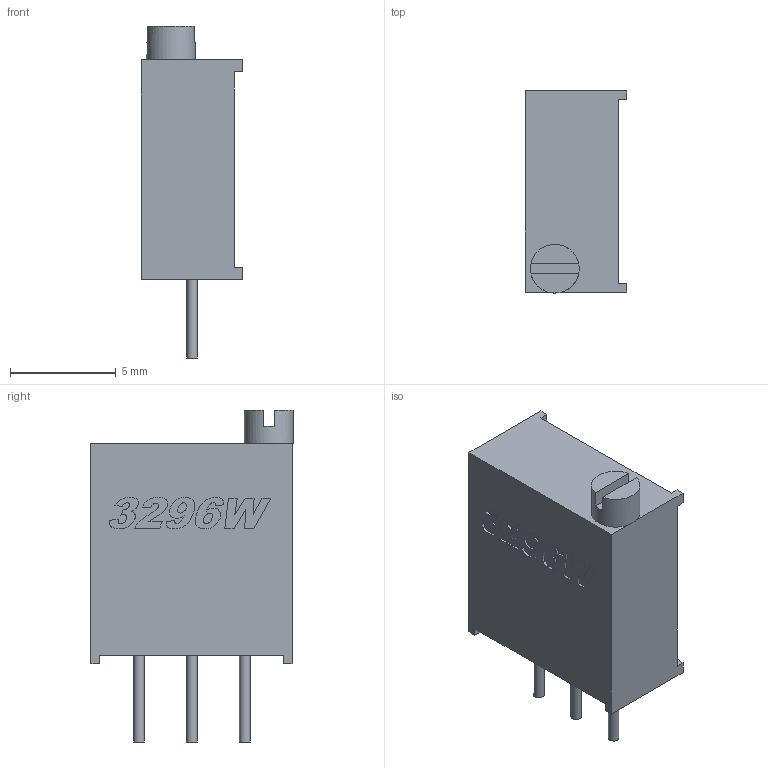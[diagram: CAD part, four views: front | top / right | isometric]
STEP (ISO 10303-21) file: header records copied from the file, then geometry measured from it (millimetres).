
FILE_DESCRIPTION(/* description */ (''),/* implementation_level */ '2;1');
FILE_NAME(/* name */ '3296W_trimmer_pot.step',/* time_stamp */ '2020-04-19T23:53:48+02:00',/* author */ (''),/* organization */ (''),/* preprocessor_version */ 'ST-DEVELOPER v18.1',/* originating_system */ 'Autodesk Translation Framework v9.2.0.1227',/* authorisation */ '');
FILE_SCHEMA (('AUTOMOTIVE_DESIGN { 1 0 10303 214 3 1 1 }'));
Length unit declared in the file: millimetre
Products named in the file (1): 3296
Bounding box: 4.8 x 9.55 x 15.68 mm (x, y, z)
Volume: 427.3 mm3; surface area: 418.9 mm2
Topology: 5 solids, 5 shells, 170 faces, 496 edges, 347 vertices
Faces by surface type: bspline 101, plane 65, cylinder 4
Full cylindrical faces by diameter (mm): 0.5 x3, 2.3 x1
Entity records: 6765 total; most frequent: CARTESIAN_POINT 2911, ORIENTED_EDGE 992, EDGE_CURVE 496, DIRECTION 410, VERTEX_POINT 347, LINE 246, VECTOR 246, B_SPLINE_CURVE_WITH_KNOTS 238
